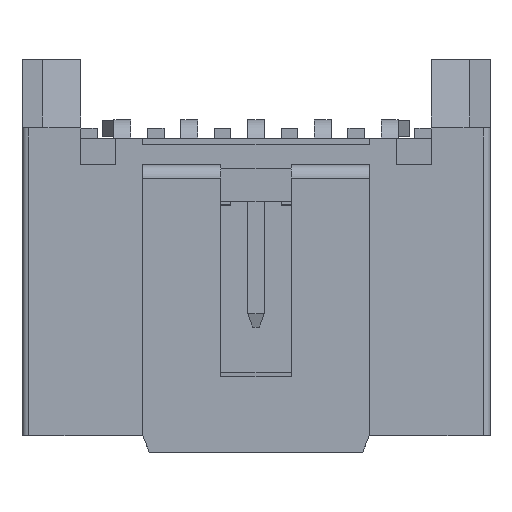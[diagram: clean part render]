
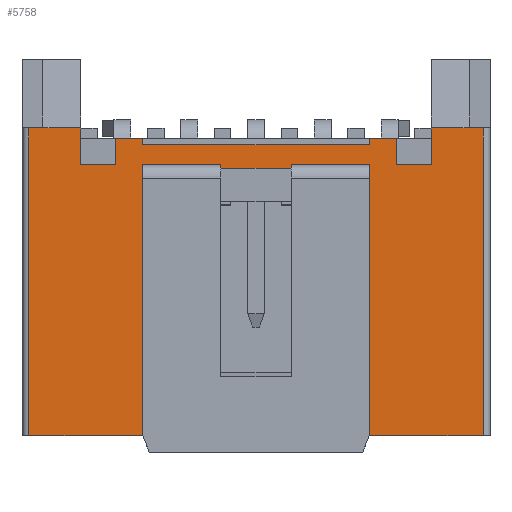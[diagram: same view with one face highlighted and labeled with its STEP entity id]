
A CAD part, top view. The second image highlights one B-rep face of the part: STEP entity #5758.
In plain terms, the highlighted planar face has unit normal (0, 0, 1).
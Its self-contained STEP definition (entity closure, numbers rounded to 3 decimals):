
#206=FACE_OUTER_BOUND('',#527,.T.);
#527=EDGE_LOOP('',(#3934,#3935,#3936,#3937,#3938,#3939,#3940,#3941,#3942,
#3943,#3944,#3945,#3946,#3947,#3948,#3949,#3950,#3951,#3952,#3953,#3954,
#3955,#3956,#3957));
#977=LINE('',#8170,#1734);
#985=LINE('',#8197,#1742);
#1007=LINE('',#8241,#1764);
#1010=LINE('',#8249,#1767);
#1011=LINE('',#8251,#1768);
#1012=LINE('',#8253,#1769);
#1013=LINE('',#8255,#1770);
#1014=LINE('',#8257,#1771);
#1015=LINE('',#8259,#1772);
#1016=LINE('',#8260,#1773);
#1017=LINE('',#8262,#1774);
#1018=LINE('',#8264,#1775);
#1019=LINE('',#8266,#1776);
#1020=LINE('',#8268,#1777);
#1021=LINE('',#8270,#1778);
#1022=LINE('',#8272,#1779);
#1023=LINE('',#8274,#1780);
#1024=LINE('',#8276,#1781);
#1025=LINE('',#8278,#1782);
#1026=LINE('',#8280,#1783);
#1027=LINE('',#8282,#1784);
#1028=LINE('',#8284,#1785);
#1029=LINE('',#8286,#1786);
#1030=LINE('',#8287,#1787);
#1734=VECTOR('',#6587,3.41);
#1742=VECTOR('',#6609,3.41);
#1764=VECTOR('',#6641,8.1);
#1767=VECTOR('',#6648,9.2);
#1768=VECTOR('',#6649,2.34);
#1769=VECTOR('',#6650,0.1);
#1770=VECTOR('',#6651,2.1);
#1771=VECTOR('',#6652,0.1);
#1772=VECTOR('',#6653,2.34);
#1773=VECTOR('',#6654,8.1);
#1774=VECTOR('',#6655,9.2);
#1775=VECTOR('',#6656,1.55);
#1776=VECTOR('',#6657,1.1);
#1777=VECTOR('',#6658,1.05);
#1778=VECTOR('',#6659,0.8);
#1779=VECTOR('',#6660,0.81);
#1780=VECTOR('',#6661,0.2);
#1781=VECTOR('',#6662,6.78);
#1782=VECTOR('',#6663,0.2);
#1783=VECTOR('',#6664,0.81);
#1784=VECTOR('',#6665,0.8);
#1785=VECTOR('',#6666,1.05);
#1786=VECTOR('',#6667,1.1);
#1787=VECTOR('',#6668,1.55);
#2489=VERTEX_POINT('',#8167);
#2490=VERTEX_POINT('',#8169);
#2501=VERTEX_POINT('',#8194);
#2502=VERTEX_POINT('',#8196);
#2519=VERTEX_POINT('',#8240);
#2522=VERTEX_POINT('',#8248);
#2523=VERTEX_POINT('',#8250);
#2524=VERTEX_POINT('',#8252);
#2525=VERTEX_POINT('',#8254);
#2526=VERTEX_POINT('',#8256);
#2527=VERTEX_POINT('',#8258);
#2528=VERTEX_POINT('',#8261);
#2529=VERTEX_POINT('',#8263);
#2530=VERTEX_POINT('',#8265);
#2531=VERTEX_POINT('',#8267);
#2532=VERTEX_POINT('',#8269);
#2533=VERTEX_POINT('',#8271);
#2534=VERTEX_POINT('',#8273);
#2535=VERTEX_POINT('',#8275);
#2536=VERTEX_POINT('',#8277);
#2537=VERTEX_POINT('',#8279);
#2538=VERTEX_POINT('',#8281);
#2539=VERTEX_POINT('',#8283);
#2540=VERTEX_POINT('',#8285);
#3031=EDGE_CURVE('',#2490,#2489,#977,.T.);
#3045=EDGE_CURVE('',#2502,#2501,#985,.T.);
#3067=EDGE_CURVE('',#2489,#2519,#1007,.T.);
#3071=EDGE_CURVE('',#2490,#2522,#1010,.T.);
#3072=EDGE_CURVE('',#2519,#2523,#1011,.T.);
#3073=EDGE_CURVE('',#2523,#2524,#1012,.T.);
#3074=EDGE_CURVE('',#2525,#2524,#1013,.T.);
#3075=EDGE_CURVE('',#2526,#2525,#1014,.T.);
#3076=EDGE_CURVE('',#2526,#2527,#1015,.T.);
#3077=EDGE_CURVE('',#2502,#2527,#1016,.T.);
#3078=EDGE_CURVE('',#2528,#2501,#1017,.T.);
#3079=EDGE_CURVE('',#2529,#2528,#1018,.T.);
#3080=EDGE_CURVE('',#2529,#2530,#1019,.T.);
#3081=EDGE_CURVE('',#2530,#2531,#1020,.T.);
#3082=EDGE_CURVE('',#2532,#2531,#1021,.T.);
#3083=EDGE_CURVE('',#2533,#2532,#1022,.T.);
#3084=EDGE_CURVE('',#2534,#2533,#1023,.T.);
#3085=EDGE_CURVE('',#2535,#2534,#1024,.T.);
#3086=EDGE_CURVE('',#2535,#2536,#1025,.T.);
#3087=EDGE_CURVE('',#2537,#2536,#1026,.T.);
#3088=EDGE_CURVE('',#2537,#2538,#1027,.T.);
#3089=EDGE_CURVE('',#2538,#2539,#1028,.T.);
#3090=EDGE_CURVE('',#2540,#2539,#1029,.T.);
#3091=EDGE_CURVE('',#2522,#2540,#1030,.T.);
#3934=ORIENTED_EDGE('',*,*,#3071,.F.);
#3935=ORIENTED_EDGE('',*,*,#3031,.T.);
#3936=ORIENTED_EDGE('',*,*,#3067,.T.);
#3937=ORIENTED_EDGE('',*,*,#3072,.T.);
#3938=ORIENTED_EDGE('',*,*,#3073,.T.);
#3939=ORIENTED_EDGE('',*,*,#3074,.F.);
#3940=ORIENTED_EDGE('',*,*,#3075,.F.);
#3941=ORIENTED_EDGE('',*,*,#3076,.T.);
#3942=ORIENTED_EDGE('',*,*,#3077,.F.);
#3943=ORIENTED_EDGE('',*,*,#3045,.T.);
#3944=ORIENTED_EDGE('',*,*,#3078,.F.);
#3945=ORIENTED_EDGE('',*,*,#3079,.F.);
#3946=ORIENTED_EDGE('',*,*,#3080,.T.);
#3947=ORIENTED_EDGE('',*,*,#3081,.T.);
#3948=ORIENTED_EDGE('',*,*,#3082,.F.);
#3949=ORIENTED_EDGE('',*,*,#3083,.F.);
#3950=ORIENTED_EDGE('',*,*,#3084,.F.);
#3951=ORIENTED_EDGE('',*,*,#3085,.F.);
#3952=ORIENTED_EDGE('',*,*,#3086,.T.);
#3953=ORIENTED_EDGE('',*,*,#3087,.F.);
#3954=ORIENTED_EDGE('',*,*,#3088,.T.);
#3955=ORIENTED_EDGE('',*,*,#3089,.T.);
#3956=ORIENTED_EDGE('',*,*,#3090,.F.);
#3957=ORIENTED_EDGE('',*,*,#3091,.F.);
#5475=PLANE('',#6112);
#5758=ADVANCED_FACE('',(#206),#5475,.T.);
#6112=AXIS2_PLACEMENT_3D('',#8247,#6646,#6647);
#6587=DIRECTION('',(1.,0.,0.));
#6609=DIRECTION('',(1.,0.,0.));
#6641=DIRECTION('',(0.,1.,0.));
#6646=DIRECTION('center_axis',(0.,0.,1.));
#6647=DIRECTION('ref_axis',(0.,-1.,0.));
#6648=DIRECTION('',(0.,1.,0.));
#6649=DIRECTION('',(1.,0.,0.));
#6650=DIRECTION('',(0.,-1.,0.));
#6651=DIRECTION('',(-1.,0.,0.));
#6652=DIRECTION('',(0.,-1.,0.));
#6653=DIRECTION('',(1.,0.,0.));
#6654=DIRECTION('',(0.,1.,0.));
#6655=DIRECTION('',(0.,-1.,0.));
#6656=DIRECTION('',(1.,0.,0.));
#6657=DIRECTION('',(0.,-1.,0.));
#6658=DIRECTION('',(-1.,0.,0.));
#6659=DIRECTION('',(0.,-1.,0.));
#6660=DIRECTION('',(1.,0.,0.));
#6661=DIRECTION('',(0.,1.,0.));
#6662=DIRECTION('',(1.,0.,0.));
#6663=DIRECTION('',(0.,1.,0.));
#6664=DIRECTION('',(1.,0.,0.));
#6665=DIRECTION('',(0.,-1.,0.));
#6666=DIRECTION('',(-1.,0.,0.));
#6667=DIRECTION('',(0.,-1.,0.));
#6668=DIRECTION('',(1.,0.,0.));
#8167=CARTESIAN_POINT('',(-3.39,-9.2,5.8));
#8169=CARTESIAN_POINT('',(-6.8,-9.2,5.8));
#8170=CARTESIAN_POINT('',(-6.8,-9.2,5.8));
#8194=CARTESIAN_POINT('',(6.8,-9.2,5.8));
#8196=CARTESIAN_POINT('',(3.39,-9.2,5.8));
#8197=CARTESIAN_POINT('',(3.39,-9.2,5.8));
#8240=CARTESIAN_POINT('',(-3.39,-1.1,5.8));
#8241=CARTESIAN_POINT('',(-3.39,-9.2,5.8));
#8247=CARTESIAN_POINT('Origin',(-7.,0.,5.8));
#8248=CARTESIAN_POINT('',(-6.8,0.,5.8));
#8249=CARTESIAN_POINT('',(-6.8,-9.2,5.8));
#8250=CARTESIAN_POINT('',(-1.05,-1.1,5.8));
#8251=CARTESIAN_POINT('',(-3.39,-1.1,5.8));
#8252=CARTESIAN_POINT('',(-1.05,-1.2,5.8));
#8253=CARTESIAN_POINT('',(-1.05,-1.1,5.8));
#8254=CARTESIAN_POINT('',(1.05,-1.2,5.8));
#8255=CARTESIAN_POINT('',(1.05,-1.2,5.8));
#8256=CARTESIAN_POINT('',(1.05,-1.1,5.8));
#8257=CARTESIAN_POINT('',(1.05,-1.1,5.8));
#8258=CARTESIAN_POINT('',(3.39,-1.1,5.8));
#8259=CARTESIAN_POINT('',(1.05,-1.1,5.8));
#8260=CARTESIAN_POINT('',(3.39,-9.2,5.8));
#8261=CARTESIAN_POINT('',(6.8,0.,5.8));
#8262=CARTESIAN_POINT('',(6.8,0.,5.8));
#8263=CARTESIAN_POINT('',(5.25,0.,5.8));
#8264=CARTESIAN_POINT('',(5.25,0.,5.8));
#8265=CARTESIAN_POINT('',(5.25,-1.1,5.8));
#8266=CARTESIAN_POINT('',(5.25,0.,5.8));
#8267=CARTESIAN_POINT('',(4.2,-1.1,5.8));
#8268=CARTESIAN_POINT('',(5.25,-1.1,5.8));
#8269=CARTESIAN_POINT('',(4.2,-0.3,5.8));
#8270=CARTESIAN_POINT('',(4.2,-0.3,5.8));
#8271=CARTESIAN_POINT('',(3.39,-0.3,5.8));
#8272=CARTESIAN_POINT('',(3.39,-0.3,5.8));
#8273=CARTESIAN_POINT('',(3.39,-0.5,5.8));
#8274=CARTESIAN_POINT('',(3.39,-0.5,5.8));
#8275=CARTESIAN_POINT('',(-3.39,-0.5,5.8));
#8276=CARTESIAN_POINT('',(-3.39,-0.5,5.8));
#8277=CARTESIAN_POINT('',(-3.39,-0.3,5.8));
#8278=CARTESIAN_POINT('',(-3.39,-0.5,5.8));
#8279=CARTESIAN_POINT('',(-4.2,-0.3,5.8));
#8280=CARTESIAN_POINT('',(-4.2,-0.3,5.8));
#8281=CARTESIAN_POINT('',(-4.2,-1.1,5.8));
#8282=CARTESIAN_POINT('',(-4.2,-0.3,5.8));
#8283=CARTESIAN_POINT('',(-5.25,-1.1,5.8));
#8284=CARTESIAN_POINT('',(-4.2,-1.1,5.8));
#8285=CARTESIAN_POINT('',(-5.25,0.,5.8));
#8286=CARTESIAN_POINT('',(-5.25,0.,5.8));
#8287=CARTESIAN_POINT('',(-6.8,0.,5.8));
